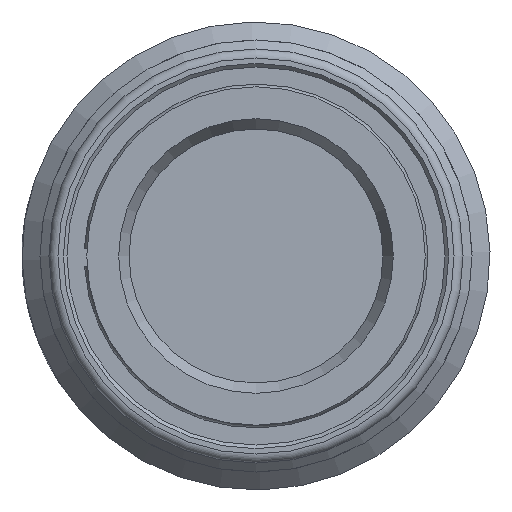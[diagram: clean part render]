
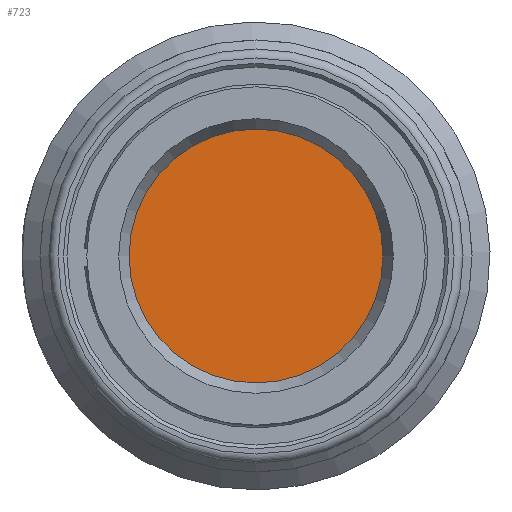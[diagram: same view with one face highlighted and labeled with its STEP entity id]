
A CAD part, left-side view. The second image highlights one B-rep face of the part: STEP entity #723.
In plain terms, the highlighted planar face has unit normal (-1, 0, 0).
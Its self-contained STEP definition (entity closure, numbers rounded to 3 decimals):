
#183=FACE_OUTER_BOUND('',#232,.T.);
#232=EDGE_LOOP('',(#510));
#293=CIRCLE('',#791,7.05);
#349=VERTEX_POINT('',#1149);
#411=EDGE_CURVE('',#349,#349,#293,.T.);
#510=ORIENTED_EDGE('',*,*,#411,.F.);
#708=PLANE('',#790);
#723=ADVANCED_FACE('',(#183),#708,.T.);
#790=AXIS2_PLACEMENT_3D('',#1148,#901,#902);
#791=AXIS2_PLACEMENT_3D('',#1150,#903,#904);
#901=DIRECTION('center_axis',(-1.,0.,0.));
#902=DIRECTION('ref_axis',(0.,0.,1.));
#903=DIRECTION('center_axis',(1.,0.,0.));
#904=DIRECTION('ref_axis',(0.,0.,1.));
#1148=CARTESIAN_POINT('Origin',(26.57,0.,0.));
#1149=CARTESIAN_POINT('',(26.57,-7.05,0.));
#1150=CARTESIAN_POINT('Origin',(26.57,0.,0.));
